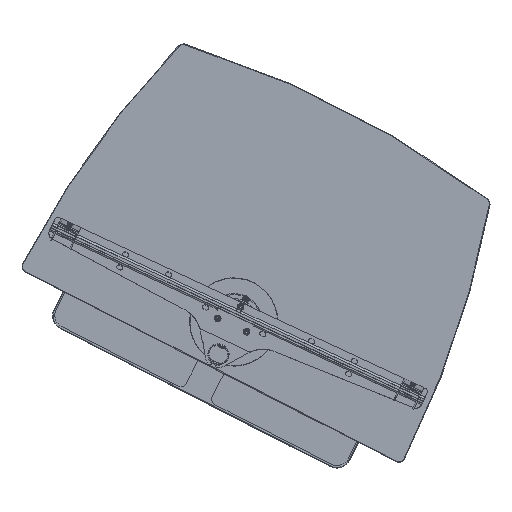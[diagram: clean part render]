
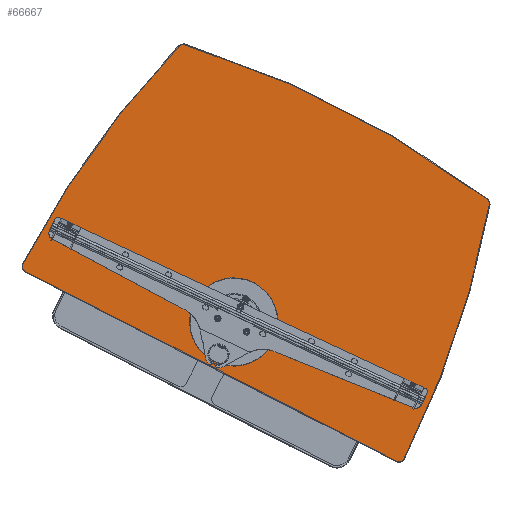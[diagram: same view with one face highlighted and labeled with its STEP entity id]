
A CAD part, top view. The second image highlights one B-rep face of the part: STEP entity #66667.
In plain terms, the highlighted planar face has unit normal (0, 0, 1).
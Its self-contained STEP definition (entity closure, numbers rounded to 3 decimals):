
#66506=CARTESIAN_POINT('',(329.966,-1.,8.0));
#66507=VERTEX_POINT('',#66506);
#66515=CARTESIAN_POINT('',(338.966,-10.06,8.0));
#66516=VERTEX_POINT('',#66515);
#66517=CARTESIAN_POINT('',(329.966,-10.,8.0));
#66518=DIRECTION('',(0.0,0.0,1.0));
#66519=DIRECTION('',(1.0,0.0,0.0));
#66520=AXIS2_PLACEMENT_3D('',#66517,#66518,#66519);
#66521=CIRCLE('',#66520,9.);
#66522=EDGE_CURVE('',#66516,#66507,#66521,.T.);
#66539=CARTESIAN_POINT('',(45.,-80.0,8.0));
#66540=VERTEX_POINT('',#66539);
#66541=CARTESIAN_POINT('',(0.,-80.0,8.0));
#66542=DIRECTION('',(0.0,0.0,-1.0));
#66543=DIRECTION('',(1.0,0.0,0.0));
#66544=AXIS2_PLACEMENT_3D('',#66541,#66542,#66543);
#66545=CIRCLE('',#66544,45.0);
#66546=EDGE_CURVE('',#66540,#66540,#66545,.T.);
#66596=CARTESIAN_POINT('',(-1160.0,0.,8.0));
#66597=DIRECTION('',(0.0,0.0,1.0));
#66598=DIRECTION('',(1.0,0.0,0.0));
#66599=AXIS2_PLACEMENT_3D('',#66596,#66597,#66598);
#66600=PLANE('',#66599);
#66601=CARTESIAN_POINT('',(-338.966,-10.06,8.0));
#66602=VERTEX_POINT('',#66601);
#66603=CARTESIAN_POINT('',(-276.114,-429.624,8.0));
#66604=VERTEX_POINT('',#66603);
#66605=CARTESIAN_POINT('',(1160.0,0.,8.0));
#66606=DIRECTION('',(0.0,0.0,1.0));
#66607=DIRECTION('',(1.0,0.0,0.0));
#66608=AXIS2_PLACEMENT_3D('',#66605,#66606,#66607);
#66609=CIRCLE('',#66608,1499.0);
#66610=EDGE_CURVE('',#66602,#66604,#66609,.T.);
#66611=ORIENTED_EDGE('',*,*,#66610,.T.);
#66612=CARTESIAN_POINT('',(-269.025,-435.913,8.0));
#66613=VERTEX_POINT('',#66612);
#66614=CARTESIAN_POINT('',(-267.492,-427.045,8.0));
#66615=DIRECTION('',(0.0,0.0,1.0));
#66616=DIRECTION('',(1.0,0.0,0.0));
#66617=AXIS2_PLACEMENT_3D('',#66614,#66615,#66616);
#66618=CIRCLE('',#66617,9.);
#66619=EDGE_CURVE('',#66604,#66613,#66618,.T.);
#66620=ORIENTED_EDGE('',*,*,#66619,.T.);
#66621=CARTESIAN_POINT('',(269.025,-435.913,8.0));
#66622=VERTEX_POINT('',#66621);
#66623=CARTESIAN_POINT('',(0.,1120.,8.0));
#66624=DIRECTION('',(0.0,0.0,1.0));
#66625=DIRECTION('',(1.0,0.0,0.0));
#66626=AXIS2_PLACEMENT_3D('',#66623,#66624,#66625);
#66627=CIRCLE('',#66626,1579.);
#66628=EDGE_CURVE('',#66613,#66622,#66627,.T.);
#66629=ORIENTED_EDGE('',*,*,#66628,.T.);
#66630=CARTESIAN_POINT('',(276.114,-429.624,8.0));
#66631=VERTEX_POINT('',#66630);
#66632=CARTESIAN_POINT('',(267.492,-427.045,8.0));
#66633=DIRECTION('',(0.0,0.0,1.0));
#66634=DIRECTION('',(1.0,0.0,0.0));
#66635=AXIS2_PLACEMENT_3D('',#66632,#66633,#66634);
#66636=CIRCLE('',#66635,9.);
#66637=EDGE_CURVE('',#66622,#66631,#66636,.T.);
#66638=ORIENTED_EDGE('',*,*,#66637,.T.);
#66639=CARTESIAN_POINT('',(-1160.0,0.,8.0));
#66640=DIRECTION('',(0.0,0.0,1.0));
#66641=DIRECTION('',(1.0,0.0,0.0));
#66642=AXIS2_PLACEMENT_3D('',#66639,#66640,#66641);
#66643=CIRCLE('',#66642,1499.0);
#66644=EDGE_CURVE('',#66631,#66516,#66643,.T.);
#66645=ORIENTED_EDGE('',*,*,#66644,.T.);
#66646=ORIENTED_EDGE('',*,*,#66522,.T.);
#66647=CARTESIAN_POINT('',(-329.966,-1.,8.0));
#66648=VERTEX_POINT('',#66647);
#66649=CARTESIAN_POINT('',(329.966,-1.,8.0));
#66650=DIRECTION('',(-1.0,0.0,0.0));
#66651=VECTOR('',#66650,659.933);
#66652=LINE('',#66649,#66651);
#66653=EDGE_CURVE('',#66507,#66648,#66652,.T.);
#66654=ORIENTED_EDGE('',*,*,#66653,.T.);
#66655=CARTESIAN_POINT('',(-329.966,-10.,8.0));
#66656=DIRECTION('',(0.0,0.0,1.0));
#66657=DIRECTION('',(1.0,0.0,0.0));
#66658=AXIS2_PLACEMENT_3D('',#66655,#66656,#66657);
#66659=CIRCLE('',#66658,9.);
#66660=EDGE_CURVE('',#66648,#66602,#66659,.T.);
#66661=ORIENTED_EDGE('',*,*,#66660,.T.);
#66662=EDGE_LOOP('',(#66611,#66620,#66629,#66638,#66645,#66646,#66654,#66661));
#66663=FACE_OUTER_BOUND('',#66662,.T.);
#66664=ORIENTED_EDGE('',*,*,#66546,.T.);
#66665=EDGE_LOOP('',(#66664));
#66666=FACE_BOUND('',#66665,.T.);
#66667=ADVANCED_FACE('',(#66663,#66666),#66600,.T.);
